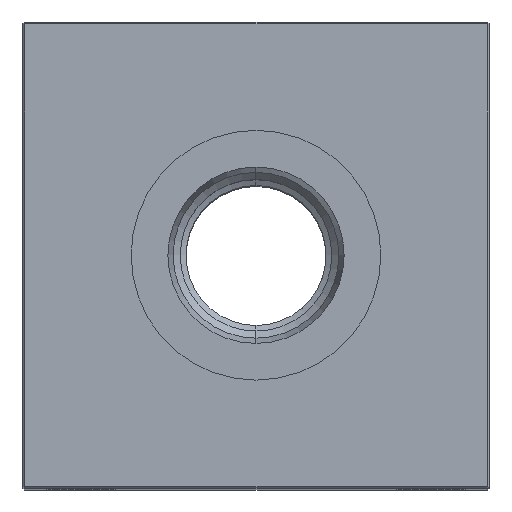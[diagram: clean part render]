
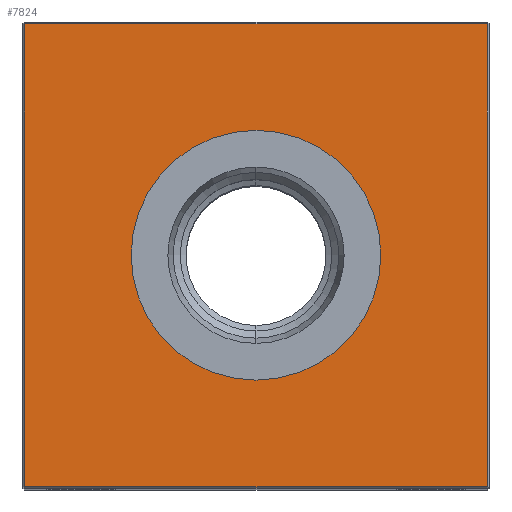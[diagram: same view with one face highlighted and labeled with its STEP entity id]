
A CAD part, top view. The second image highlights one B-rep face of the part: STEP entity #7824.
In plain terms, the highlighted planar face has unit normal (0, 0, 1).
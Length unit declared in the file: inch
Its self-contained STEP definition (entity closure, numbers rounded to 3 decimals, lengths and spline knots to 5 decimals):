
#1394 = ORIENTED_EDGE ( 'NONE', *, *, #22008, .T. ) ;
#1734 = VECTOR ( 'NONE', #5482, 39.37008 ) ;
#2599 = ORIENTED_EDGE ( 'NONE', *, *, #18109, .T. ) ;
#2869 = AXIS2_PLACEMENT_3D ( 'NONE', #5456, #13635, #13900 ) ;
#3670 = ORIENTED_EDGE ( 'NONE', *, *, #25223, .T. ) ;
#3798 = DIRECTION ( 'NONE',  ( 0., -1., 0. ) ) ;
#4897 = EDGE_LOOP ( 'NONE', ( #1394, #20188, #3670, #24742 ) ) ;
#5456 = CARTESIAN_POINT ( 'NONE',  ( 0., 0., 4.75 ) ) ;
#5482 = DIRECTION ( 'NONE',  ( 0., 1., 0. ) ) ;
#5853 = LINE ( 'NONE', #20549, #27326 ) ;
#6157 = EDGE_CURVE ( 'NONE', #25077, #23448, #19586, .T. ) ;
#6195 = VERTEX_POINT ( 'NONE', #9615 ) ;
#6774 = VERTEX_POINT ( 'NONE', #12824 ) ;
#7679 = LINE ( 'NONE', #16100, #18331 ) ;
#7824 = ADVANCED_FACE ( 'NONE', ( #18748, #16385 ), #8250, .F. ) ;
#8250 = PLANE ( 'NONE',  #20118 ) ;
#8427 = CARTESIAN_POINT ( 'NONE',  ( 1.24, 1.24, 4.75 ) ) ;
#8477 = DIRECTION ( 'NONE',  ( 0., 0., -1. ) ) ;
#9078 = CARTESIAN_POINT ( 'NONE',  ( 0., 1.24, 4.75 ) ) ;
#9615 = CARTESIAN_POINT ( 'NONE',  ( 0., -0.66929, 4.75 ) ) ;
#9747 = VERTEX_POINT ( 'NONE', #12934 ) ;
#9834 = VERTEX_POINT ( 'NONE', #26103 ) ;
#12504 = DIRECTION ( 'NONE',  ( 0., 0., -1. ) ) ;
#12753 = DIRECTION ( 'NONE',  ( -1., 0., 0. ) ) ;
#12824 = CARTESIAN_POINT ( 'NONE',  ( 0., 0.66929, 4.75 ) ) ;
#12934 = CARTESIAN_POINT ( 'NONE',  ( 1.24, -1.24, 4.75 ) ) ;
#12995 = VECTOR ( 'NONE', #23876, 39.37008 ) ;
#13473 = CIRCLE ( 'NONE', #2869, 0.66929 ) ;
#13635 = DIRECTION ( 'NONE',  ( 0., 0., -1. ) ) ;
#13900 = DIRECTION ( 'NONE',  ( -1., 0., 0. ) ) ;
#14317 = CIRCLE ( 'NONE', #15645, 0.66929 ) ;
#14458 = DIRECTION ( 'NONE',  ( -1., 0., 0. ) ) ;
#14650 = EDGE_CURVE ( 'NONE', #9834, #9747, #7679, .T. ) ;
#15645 = AXIS2_PLACEMENT_3D ( 'NONE', #20797, #8477, #12753 ) ;
#16100 = CARTESIAN_POINT ( 'NONE',  ( 0., -1.24, 4.75 ) ) ;
#16385 = FACE_BOUND ( 'NONE', #21497, .T. ) ;
#16777 = EDGE_CURVE ( 'NONE', #6195, #6774, #13473, .T. ) ;
#16835 = ORIENTED_EDGE ( 'NONE', *, *, #16777, .T. ) ;
#18078 = CARTESIAN_POINT ( 'NONE',  ( 1.24, 0., 4.75 ) ) ;
#18109 = EDGE_CURVE ( 'NONE', #6774, #6195, #14317, .T. ) ;
#18331 = VECTOR ( 'NONE', #24563, 39.37008 ) ;
#18748 = FACE_OUTER_BOUND ( 'NONE', #4897, .T. ) ;
#19586 = LINE ( 'NONE', #9078, #12995 ) ;
#20118 = AXIS2_PLACEMENT_3D ( 'NONE', #20830, #12504, #14458 ) ;
#20188 = ORIENTED_EDGE ( 'NONE', *, *, #14650, .T. ) ;
#20549 = CARTESIAN_POINT ( 'NONE',  ( -1.24, 0., 4.75 ) ) ;
#20797 = CARTESIAN_POINT ( 'NONE',  ( 0., 0., 4.75 ) ) ;
#20830 = CARTESIAN_POINT ( 'NONE',  ( 0., 0., 4.75 ) ) ;
#21497 = EDGE_LOOP ( 'NONE', ( #2599, #16835 ) ) ;
#22008 = EDGE_CURVE ( 'NONE', #23448, #9834, #5853, .T. ) ;
#22379 = LINE ( 'NONE', #18078, #1734 ) ;
#23448 = VERTEX_POINT ( 'NONE', #26782 ) ;
#23876 = DIRECTION ( 'NONE',  ( -1., 0., 0. ) ) ;
#24563 = DIRECTION ( 'NONE',  ( 1., 0., 0. ) ) ;
#24742 = ORIENTED_EDGE ( 'NONE', *, *, #6157, .T. ) ;
#25077 = VERTEX_POINT ( 'NONE', #8427 ) ;
#25223 = EDGE_CURVE ( 'NONE', #9747, #25077, #22379, .T. ) ;
#26103 = CARTESIAN_POINT ( 'NONE',  ( -1.24, -1.24, 4.75 ) ) ;
#26782 = CARTESIAN_POINT ( 'NONE',  ( -1.24, 1.24, 4.75 ) ) ;
#27326 = VECTOR ( 'NONE', #3798, 39.37008 ) ;
